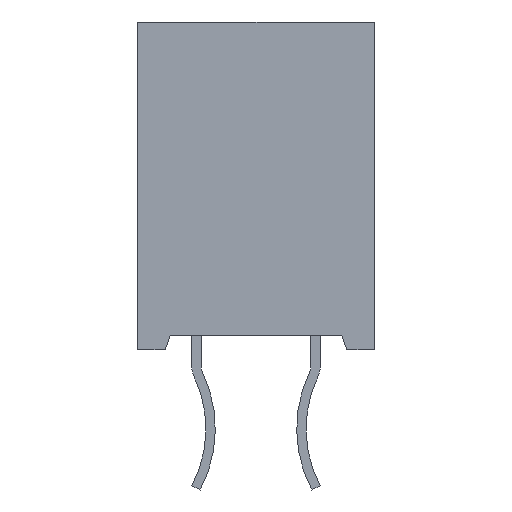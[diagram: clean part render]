
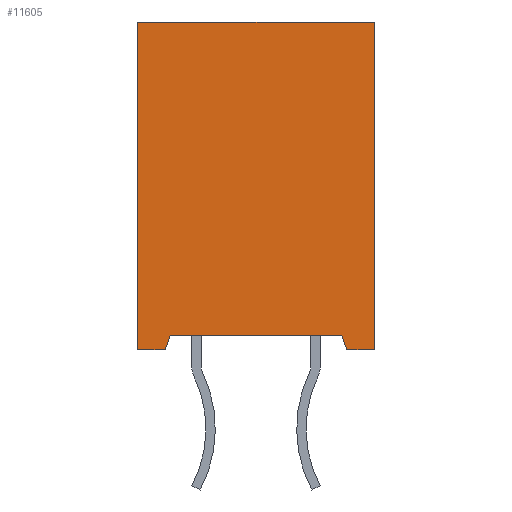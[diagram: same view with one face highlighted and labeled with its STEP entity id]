
A CAD part, left-side view. The second image highlights one B-rep face of the part: STEP entity #11605.
In plain terms, the highlighted planar face has unit normal (-1, 0, 0).
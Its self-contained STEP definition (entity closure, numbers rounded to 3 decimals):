
#6=DIRECTION('',(0.,0.,-1.));
#7=VECTOR('',#6,7.);
#8=CARTESIAN_POINT('',(-15.24,2.53,0.));
#9=LINE('',#8,#7);
#18=DIRECTION('',(0.,1.,0.));
#19=VECTOR('',#18,5.06);
#20=CARTESIAN_POINT('',(-15.24,-2.53,0.));
#21=LINE('',#20,#19);
#858=DIRECTION('',(0.,-0.342,-0.94));
#859=VECTOR('',#858,0.319);
#860=CARTESIAN_POINT('',(-15.24,-1.83,-6.7));
#861=LINE('',#860,#859);
#862=DIRECTION('',(0.,-1.,0.));
#863=VECTOR('',#862,3.66);
#864=CARTESIAN_POINT('',(-15.24,1.83,-6.7));
#865=LINE('',#864,#863);
#866=DIRECTION('',(0.,-0.342,0.94));
#867=VECTOR('',#866,0.319);
#868=CARTESIAN_POINT('',(-15.24,1.939,-7.));
#869=LINE('',#868,#867);
#870=DIRECTION('',(0.,1.,0.));
#871=VECTOR('',#870,0.591);
#872=CARTESIAN_POINT('',(-15.24,1.939,-7.));
#873=LINE('',#872,#871);
#874=DIRECTION('',(0.,1.,0.));
#875=VECTOR('',#874,0.591);
#876=CARTESIAN_POINT('',(-15.24,-2.53,-7.));
#877=LINE('',#876,#875);
#890=DIRECTION('',(0.,0.,-1.));
#891=VECTOR('',#890,7.);
#892=CARTESIAN_POINT('',(-15.24,-2.53,0.));
#893=LINE('',#892,#891);
#8439=CARTESIAN_POINT('',(-15.24,2.53,0.));
#8441=VERTEX_POINT('',#8439);
#8444=CARTESIAN_POINT('',(-15.24,2.53,-7.));
#8445=VERTEX_POINT('',#8444);
#8447=CARTESIAN_POINT('',(-15.24,-2.53,0.));
#8449=VERTEX_POINT('',#8447);
#8452=CARTESIAN_POINT('',(-15.24,-2.53,-7.));
#8453=VERTEX_POINT('',#8452);
#8462=CARTESIAN_POINT('',(-15.24,-1.83,-6.7));
#8463=CARTESIAN_POINT('',(-15.24,-1.939,-7.));
#8464=VERTEX_POINT('',#8462);
#8465=VERTEX_POINT('',#8463);
#8466=CARTESIAN_POINT('',(-15.24,1.83,-6.7));
#8467=VERTEX_POINT('',#8466);
#8468=CARTESIAN_POINT('',(-15.24,1.939,-7.));
#8469=VERTEX_POINT('',#8468);
#11589=CARTESIAN_POINT('',(-15.24,2.53,-7.));
#11590=DIRECTION('',(-1.,0.,0.));
#11591=DIRECTION('',(0.,0.,1.));
#11592=AXIS2_PLACEMENT_3D('',#11589,#11590,#11591);
#11593=PLANE('',#11592);
#11594=ORIENTED_EDGE('',*,*,#11271,.F.);
#11595=ORIENTED_EDGE('',*,*,#11286,.F.);
#11596=ORIENTED_EDGE('',*,*,#11556,.F.);
#11597=ORIENTED_EDGE('',*,*,#11584,.T.);
#11598=ORIENTED_EDGE('',*,*,#10977,.F.);
#11599=ORIENTED_EDGE('',*,*,#10996,.F.);
#11601=ORIENTED_EDGE('',*,*,#11600,.T.);
#11602=ORIENTED_EDGE('',*,*,#11568,.T.);
#11603=EDGE_LOOP('',(#11594,#11595,#11596,#11597,#11598,#11599,#11601,#11602));
#11604=FACE_OUTER_BOUND('',#11603,.F.);
#10977=EDGE_CURVE('',#8441,#8445,#9,.T.);
#10996=EDGE_CURVE('',#8449,#8441,#21,.T.);
#11271=EDGE_CURVE('',#8464,#8465,#861,.T.);
#11286=EDGE_CURVE('',#8467,#8464,#865,.T.);
#11556=EDGE_CURVE('',#8469,#8467,#869,.T.);
#11568=EDGE_CURVE('',#8453,#8465,#877,.T.);
#11584=EDGE_CURVE('',#8469,#8445,#873,.T.);
#11600=EDGE_CURVE('',#8449,#8453,#893,.T.);
#11605=ADVANCED_FACE('',(#11604),#11593,.T.);
